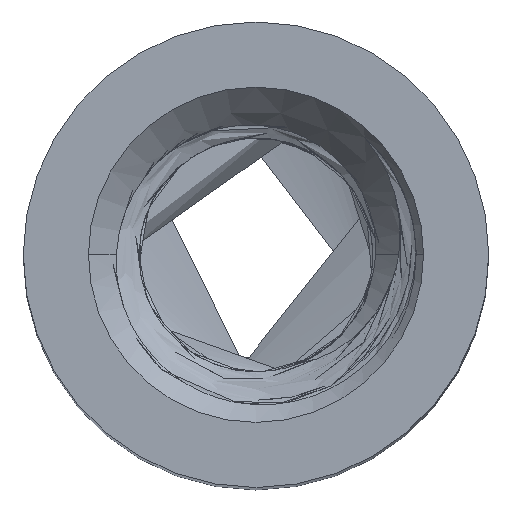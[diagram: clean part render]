
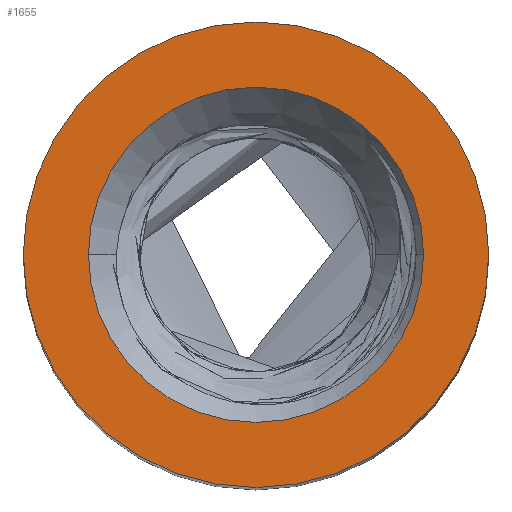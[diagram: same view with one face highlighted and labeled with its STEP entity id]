
A CAD part, top view. The second image highlights one B-rep face of the part: STEP entity #1655.
In plain terms, the highlighted planar face has unit normal (0, 0, 1).
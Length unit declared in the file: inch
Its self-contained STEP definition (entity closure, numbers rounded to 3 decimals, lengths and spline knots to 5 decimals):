
#7 = AXIS2_PLACEMENT_3D ( 'NONE', #1378, #694, #1409 ) ;
#74 = AXIS2_PLACEMENT_3D ( 'NONE', #166, #2609, #3319 ) ;
#160 = CARTESIAN_POINT ( 'NONE',  ( 0., 0., 0.1875 ) ) ;
#164 = EDGE_LOOP ( 'NONE', ( #721, #2794 ) ) ;
#166 = CARTESIAN_POINT ( 'NONE',  ( 0., 0., 0.1875 ) ) ;
#167 = EDGE_LOOP ( 'NONE', ( #888, #1051 ) ) ;
#333 = EDGE_CURVE ( 'NONE', #1491, #2674, #2353, .T. ) ;
#342 = DIRECTION ( 'NONE',  ( 1., 0., 0. ) ) ;
#360 = EDGE_CURVE ( 'NONE', #2674, #1491, #1430, .T. ) ;
#368 = CARTESIAN_POINT ( 'NONE',  ( 0., 0., 0.1875 ) ) ;
#496 = DIRECTION ( 'NONE',  ( 0., 0., -1. ) ) ;
#548 = FACE_BOUND ( 'NONE', #167, .T. ) ;
#577 = AXIS2_PLACEMENT_3D ( 'NONE', #160, #496, #4034 ) ;
#694 = DIRECTION ( 'NONE',  ( 0., 0., -1. ) ) ;
#721 = ORIENTED_EDGE ( 'NONE', *, *, #360, .T. ) ;
#888 = ORIENTED_EDGE ( 'NONE', *, *, #2782, .T. ) ;
#897 = DIRECTION ( 'NONE',  ( 0., 0., 1. ) ) ;
#955 = AXIS2_PLACEMENT_3D ( 'NONE', #3641, #897, #1948 ) ;
#1051 = ORIENTED_EDGE ( 'NONE', *, *, #2457, .T. ) ;
#1378 = CARTESIAN_POINT ( 'NONE',  ( 0., 0., 0.1875 ) ) ;
#1409 = DIRECTION ( 'NONE',  ( -1., 0., 0. ) ) ;
#1430 = CIRCLE ( 'NONE', #955, 0.0625 ) ;
#1491 = VERTEX_POINT ( 'NONE', #1648 ) ;
#1548 = VERTEX_POINT ( 'NONE', #1688 ) ;
#1648 = CARTESIAN_POINT ( 'NONE',  ( 0.0625, 0., 0.1875 ) ) ;
#1655 = ADVANCED_FACE ( 'NONE', ( #3667, #548 ), #2423, .T. ) ;
#1688 = CARTESIAN_POINT ( 'NONE',  ( 0.045, 0., 0.1875 ) ) ;
#1904 = CIRCLE ( 'NONE', #7, 0.045 ) ;
#1948 = DIRECTION ( 'NONE',  ( 1., 0., 0. ) ) ;
#2353 = CIRCLE ( 'NONE', #74, 0.0625 ) ;
#2423 = PLANE ( 'NONE',  #2793 ) ;
#2457 = EDGE_CURVE ( 'NONE', #1548, #2525, #1904, .T. ) ;
#2525 = VERTEX_POINT ( 'NONE', #3236 ) ;
#2609 = DIRECTION ( 'NONE',  ( 0., 0., 1. ) ) ;
#2674 = VERTEX_POINT ( 'NONE', #3909 ) ;
#2782 = EDGE_CURVE ( 'NONE', #2525, #1548, #3088, .T. ) ;
#2793 = AXIS2_PLACEMENT_3D ( 'NONE', #368, #3454, #342 ) ;
#2794 = ORIENTED_EDGE ( 'NONE', *, *, #333, .T. ) ;
#3088 = CIRCLE ( 'NONE', #577, 0.045 ) ;
#3236 = CARTESIAN_POINT ( 'NONE',  ( -0.045, 0., 0.1875 ) ) ;
#3319 = DIRECTION ( 'NONE',  ( 1., 0., 0. ) ) ;
#3454 = DIRECTION ( 'NONE',  ( 0., 0., 1. ) ) ;
#3641 = CARTESIAN_POINT ( 'NONE',  ( 0., 0., 0.1875 ) ) ;
#3667 = FACE_OUTER_BOUND ( 'NONE', #164, .T. ) ;
#3909 = CARTESIAN_POINT ( 'NONE',  ( -0.0625, 0., 0.1875 ) ) ;
#4034 = DIRECTION ( 'NONE',  ( -1., 0., 0. ) ) ;
